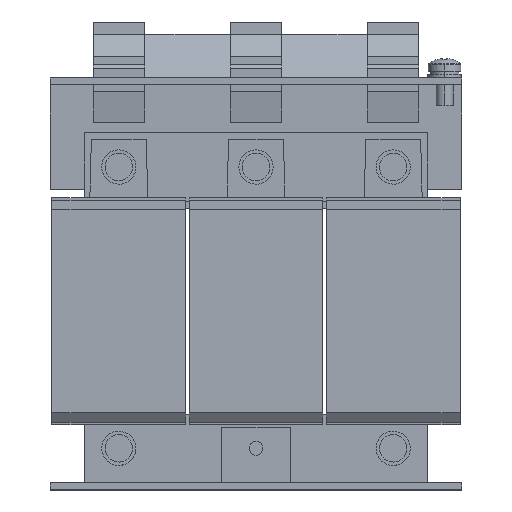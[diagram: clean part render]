
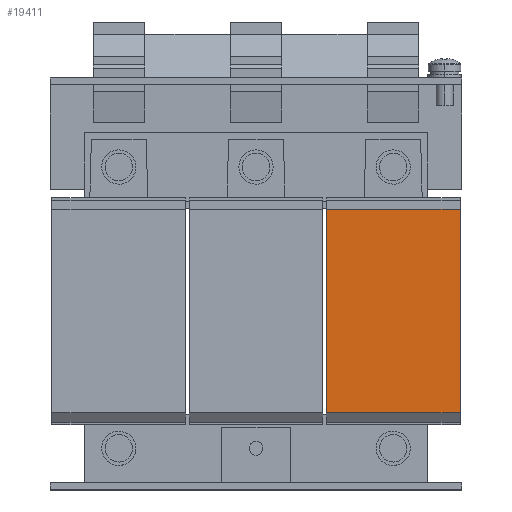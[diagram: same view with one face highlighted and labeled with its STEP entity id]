
A CAD part, top view. The second image highlights one B-rep face of the part: STEP entity #19411.
In plain terms, the highlighted planar face has unit normal (0, 0, 1).
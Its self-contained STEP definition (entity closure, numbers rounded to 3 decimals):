
#280 = VECTOR ( 'NONE', #20109, 1000. ) ;
#817 = DIRECTION ( 'NONE',  ( 0., 0., -1. ) ) ;
#1247 = VECTOR ( 'NONE', #18956, 1000. ) ;
#1523 = EDGE_CURVE ( 'Defeature ausgef�hrt1_147+Defeature ausgef�hrt1_170+Defeature ausgef�hrt1_168+Defeature ausgef�hrt1_148', #3999, #17544, #7596, .T. ) ;
#2259 = CARTESIAN_POINT ( 'NONE',  ( 59.5, 81.75, 22.9 ) ) ;
#2862 = CARTESIAN_POINT ( 'NONE',  ( 20.5, 22.35, 22.9 ) ) ;
#3843 = AXIS2_PLACEMENT_3D ( 'NONE', #2259, #817, #12916 ) ;
#3999 = VERTEX_POINT ( 'NONE', #19869 ) ;
#4400 = ORIENTED_EDGE ( 'NONE', *, *, #8288, .F. ) ;
#4542 = EDGE_CURVE ( 'Defeature ausgef�hrt1_147+Defeature ausgef�hrt1_168+Defeature ausgef�hrt1_169+Defeature ausgef�hrt1_170', #5930, #3999, #6624, .T. ) ;
#5702 = CARTESIAN_POINT ( 'NONE',  ( 59.5, 81.75, 22.9 ) ) ;
#5930 = VERTEX_POINT ( 'NONE', #18376 ) ;
#6194 = CARTESIAN_POINT ( 'NONE',  ( 20.5, 81.75, 22.9 ) ) ;
#6624 = LINE ( 'NONE', #5702, #12874 ) ;
#7596 = LINE ( 'NONE', #6194, #280 ) ;
#8288 = EDGE_CURVE ( 'Defeature ausgef�hrt1_169+Defeature ausgef�hrt1_147+Defeature ausgef�hrt1_168+Defeature ausgef�hrt1_148', #5930, #21200, #14302, .T. ) ;
#9117 = ORIENTED_EDGE ( 'NONE', *, *, #4542, .T. ) ;
#9352 = DIRECTION ( 'NONE',  ( -1., 0., 0. ) ) ;
#9394 = PLANE ( 'NONE',  #3843 ) ;
#10506 = CARTESIAN_POINT ( 'NONE',  ( 59.5, 22.35, 22.9 ) ) ;
#12702 = VECTOR ( 'NONE', #16652, 1000. ) ;
#12874 = VECTOR ( 'NONE', #9352, 1000. ) ;
#12916 = DIRECTION ( 'NONE',  ( 0., 1., 0. ) ) ;
#13440 = ORIENTED_EDGE ( 'NONE', *, *, #18057, .F. ) ;
#14302 = LINE ( 'NONE', #21819, #12702 ) ;
#16652 = DIRECTION ( 'NONE',  ( 0., -1., 0. ) ) ;
#16923 = CARTESIAN_POINT ( 'NONE',  ( 59.5, 22.35, 22.9 ) ) ;
#17544 = VERTEX_POINT ( 'NONE', #2862 ) ;
#18034 = EDGE_LOOP ( 'NONE', ( #20304, #13440, #4400, #9117 ) ) ;
#18057 = EDGE_CURVE ( 'Defeature ausgef�hrt1_148+Defeature ausgef�hrt1_147+Defeature ausgef�hrt1_169+Defeature ausgef�hrt1_170', #21200, #17544, #18772, .T. ) ;
#18376 = CARTESIAN_POINT ( 'NONE',  ( 59.5, 81.75, 22.9 ) ) ;
#18772 = LINE ( 'NONE', #10506, #1247 ) ;
#18956 = DIRECTION ( 'NONE',  ( -1., 0., 0. ) ) ;
#19411 = ADVANCED_FACE ( 'Defeature ausgef�hrt1_147', ( #20819 ), #9394, .F. ) ;
#19869 = CARTESIAN_POINT ( 'NONE',  ( 20.5, 81.75, 22.9 ) ) ;
#20109 = DIRECTION ( 'NONE',  ( 0., -1., 0. ) ) ;
#20304 = ORIENTED_EDGE ( 'NONE', *, *, #1523, .T. ) ;
#20819 = FACE_OUTER_BOUND ( 'NONE', #18034, .T. ) ;
#21200 = VERTEX_POINT ( 'NONE', #16923 ) ;
#21819 = CARTESIAN_POINT ( 'NONE',  ( 59.5, 81.75, 22.9 ) ) ;
